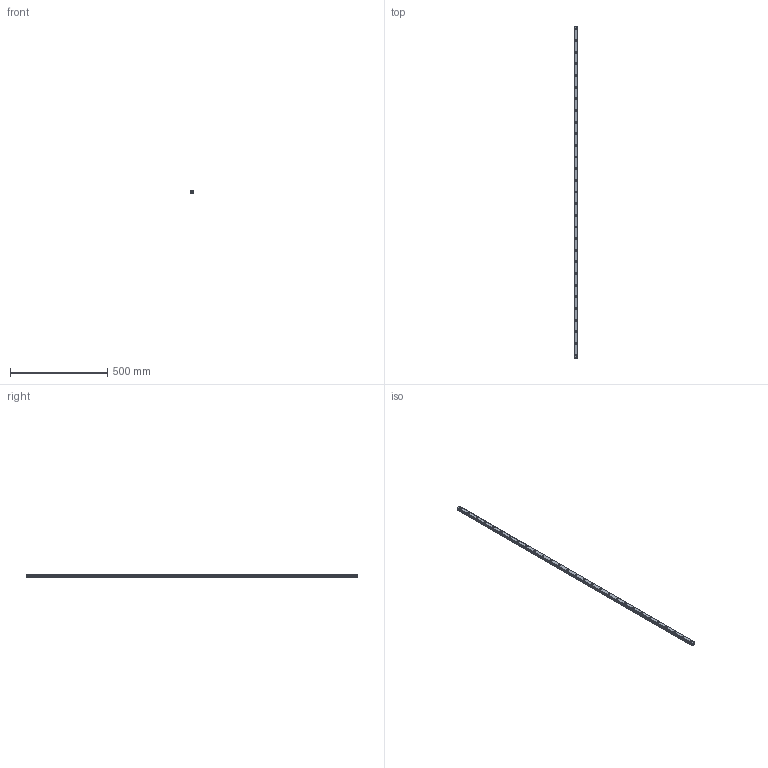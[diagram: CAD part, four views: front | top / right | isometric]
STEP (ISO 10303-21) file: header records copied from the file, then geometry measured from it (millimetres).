
FILE_DESCRIPTION(('STEP AP214'),'1');
FILE_NAME('cctmp_F25F4942-1332-45DD-B590-C9F54408C257_2021_02_04_08_43_45_0159..stp','2021-02-04T07:43:45',('HIWIN GmbH'),('CADClick - www.CADClick.com'),'Spatial InterOp 3D',' ','unknown authorization');
FILE_SCHEMA(('AUTOMOTIVE_DESIGN'));
Length unit declared in the file: millimetre
Products named in the file (1): EGR20R1710C_FILE
Bounding box: 20 x 1710 x 15.5 mm (x, y, z)
Volume: 458521.6 mm3; surface area: 137187.9 mm2
Topology: 1 solids, 1 shells, 451 faces, 1045 edges, 658 vertices
Faces by surface type: plane 259, cylinder 192
Entity records: 16503 total; most frequent: DIRECTION 2449, CARTESIAN_POINT 2155, ORIENTED_EDGE 2090, EDGE_CURVE 1045, AXIS2_PLACEMENT_3D 952, VERTEX_POINT 658, LINE 545, VECTOR 545
